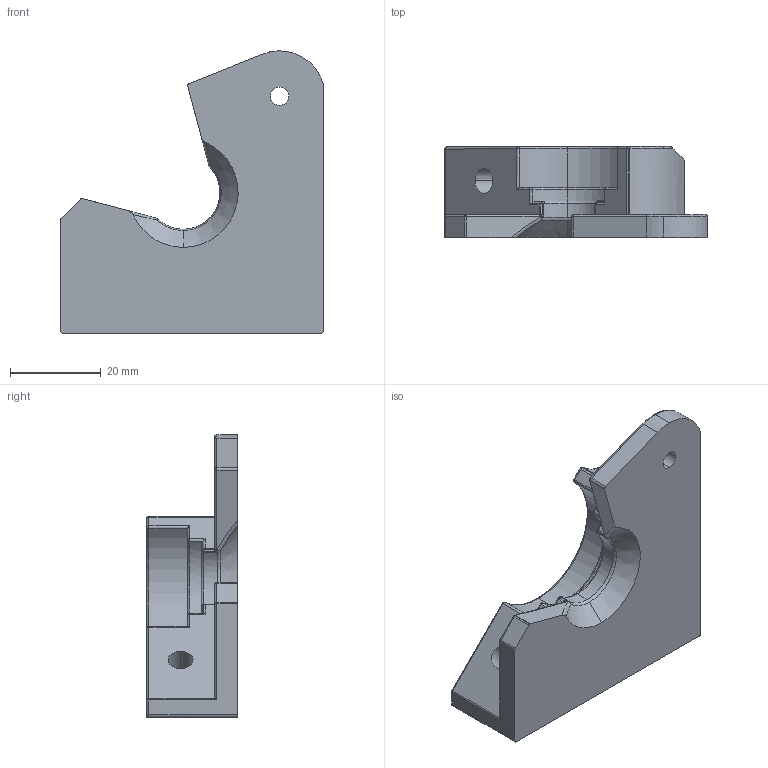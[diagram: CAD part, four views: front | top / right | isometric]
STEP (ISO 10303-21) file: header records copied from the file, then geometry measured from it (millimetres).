
FILE_DESCRIPTION (( 'STEP AP214' ), '1' );
FILE_NAME ('Lower_Syringe_Holder_Part-1.STEP', '2024-06-20T07:58:40', ( '' ), ( '' ), 'SwSTEP 2.0', 'SolidWorks 2024', '' );
FILE_SCHEMA (( 'AUTOMOTIVE_DESIGN' ));
Length unit declared in the file: millimetre
Products named in the file (1): Lower_Syringe_Holder_Part-1
Bounding box: 57.85 x 20 x 62.21 mm (x, y, z)
Volume: 28438.1 mm3; surface area: 9289.1 mm2
Topology: 1 solids, 1 shells, 134 faces, 325 edges, 186 vertices
Faces by surface type: cylinder 57, plane 31, sphere 20, bspline 14, torus 10, cone 2
Entity records: 4056 total; most frequent: CARTESIAN_POINT 1050, DIRECTION 646, ORIENTED_EDGE 622, EDGE_CURVE 311, AXIS2_PLACEMENT_3D 261, VERTEX_POINT 183, EDGE_LOOP 142, CIRCLE 140
